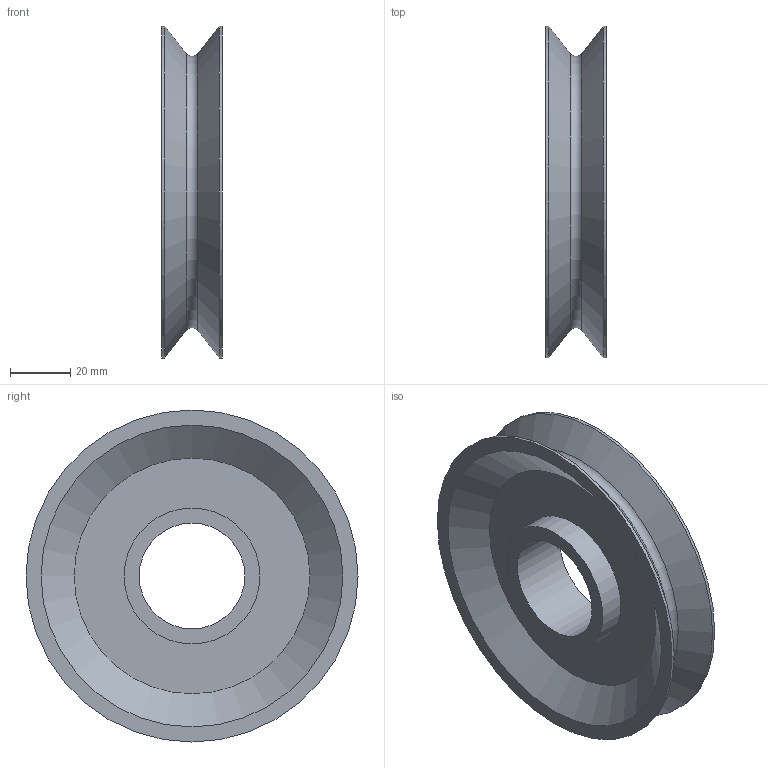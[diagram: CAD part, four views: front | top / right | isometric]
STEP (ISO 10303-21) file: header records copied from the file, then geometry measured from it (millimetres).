
FILE_DESCRIPTION (( 'STEP AP203' ), '1' );
FILE_NAME ('250811 STEP 1-400936-00_6578A.STEP', '2025-08-11T13:24:18', ( '' ), ( '' ), 'SwSTEP 2.0', 'SolidWorks 2024', '' );
FILE_SCHEMA (( 'CONFIG_CONTROL_DESIGN' ));
Length unit declared in the file: millimetre
Products named in the file (1): 250811 STEP 1-400936-00_6578A
Bounding box: 20 x 110 x 110 mm (x, y, z)
Volume: 58593.7 mm3; surface area: 32564.6 mm2
Topology: 1 solids, 1 shells, 16 faces, 28 edges, 18 vertices
Faces by surface type: plane 6, cylinder 5, cone 4, torus 1
Full cylindrical faces by diameter (mm): 35 x1, 45 x2, 110 x2
Entity records: 405 total; most frequent: DIRECTION 66, CARTESIAN_POINT 49, AXIS2_PLACEMENT_3D 33, ORIENTED_EDGE 32, EDGE_LOOP 32, FACE_OUTER_BOUND 22, ADVANCED_FACE 16, VERTEX_POINT 16
